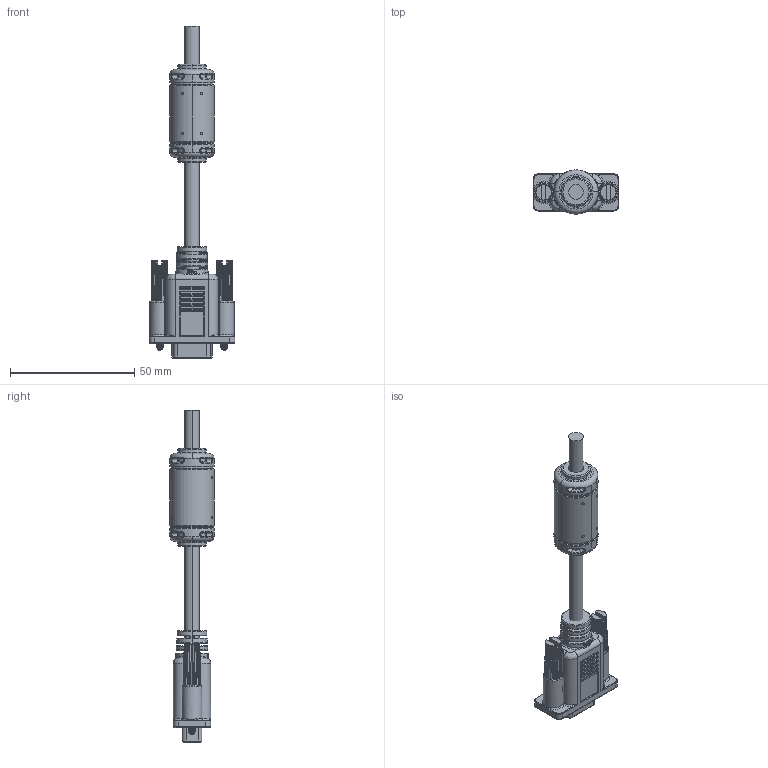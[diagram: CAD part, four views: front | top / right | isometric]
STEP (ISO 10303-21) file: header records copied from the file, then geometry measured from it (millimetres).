
FILE_DESCRIPTION((''),'2;1');
FILE_NAME('D-SUB_9PIN_CABLE_ADAPTER_ASM','2017-03-30T15:40:21',('ViOL-Mecha'),(''),'CREO PARAMETRIC BY PTC INC, 2016390','CREO PARAMETRIC BY PTC INC, 2016390','');
FILE_SCHEMA(('AUTOMOTIVE_DESIGN { 1 0 10303 214 1 1 1 1 }'));
Length unit declared in the file: millimetre
Products named in the file (13): SOLID1-64; SOLID2-65; LONGWELL_BODY_ASM; SOLID1-69; SOLID2-70; LONGWELL_SCREW_ASM; LONGWELL_MAGNET; 61800925123_INTER_FACADE; 61800925123_FACADE; 6180XX25123_PIN; ASSEM1_ASM; D-SUB_9PIN_FEMALE_ASM; D-SUB_9PIN_CABLE_ADAPTER_ASM
Assembly tree (21 placements, depth 4):
  D-SUB_9PIN_CABLE_ADAPTER_ASM
    LONGWELL_BODY_ASM
      SOLID1-64
      SOLID2-65
    LONGWELL_SCREW_ASM  x2
      SOLID1-69
      SOLID2-70
    LONGWELL_MAGNET
    D-SUB_9PIN_FEMALE_ASM
      ASSEM1_ASM
        61800925123_INTER_FACADE
        61800925123_FACADE
        6180XX25123_PIN  x9
Bounding box: 34.5 x 17.8 x 133.8 mm (x, y, z)
Volume: 23597.6 mm3; surface area: 14737.3 mm2
Topology: 18 solids, 18 shells, 1617 faces, 4240 edges, 2713 vertices
Faces by surface type: plane 673, cylinder 455, cone 175, torus 153, bspline 126, extrusion 27, sphere 8
Entity records: 46931 total; most frequent: CARTESIAN_POINT 15682, ORIENTED_EDGE 4914, DIRECTION 4819, PRESENTATION_STYLE_ASSIGNMENT 2465, STYLED_ITEM 2465, CURVE_STYLE 2457, EDGE_CURVE 2457, AXIS2_PLACEMENT_3D 1938
